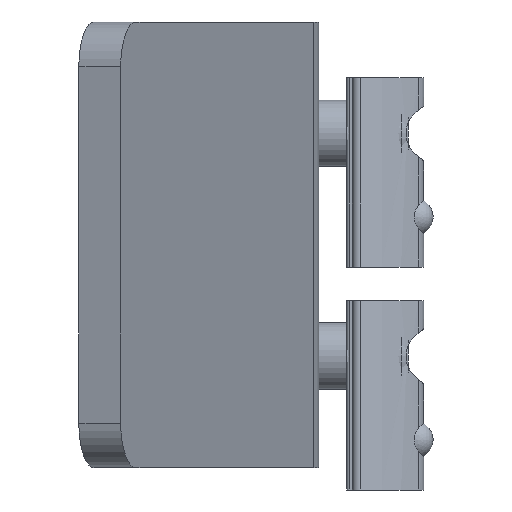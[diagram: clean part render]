
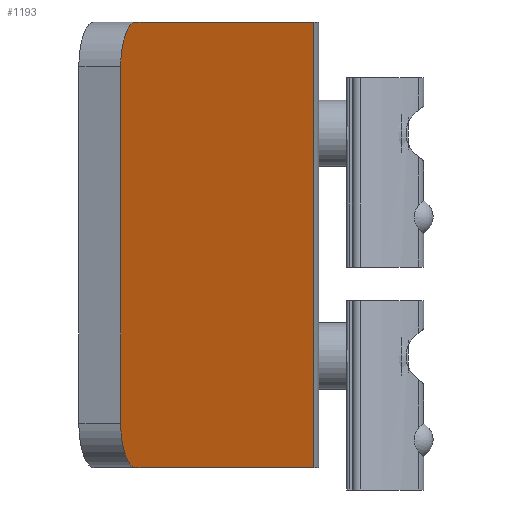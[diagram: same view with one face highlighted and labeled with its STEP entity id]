
A CAD part, front view. The second image highlights one B-rep face of the part: STEP entity #1193.
In plain terms, the highlighted face is planar.
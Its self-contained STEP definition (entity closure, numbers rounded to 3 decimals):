
#84=PLANE('',#1341);
#130=FACE_OUTER_BOUND('',#197,.T.);
#197=EDGE_LOOP('',(#899,#900,#901,#902,#903,#904));
#265=LINE('',#1868,#367);
#271=LINE('',#1884,#373);
#284=LINE('',#1920,#386);
#286=LINE('',#1925,#388);
#367=VECTOR('',#1496,10.);
#373=VECTOR('',#1512,10.);
#386=VECTOR('',#1545,10.);
#388=VECTOR('',#1553,5.76);
#457=CIRCLE('',#1316,4.);
#460=CIRCLE('',#1322,4.);
#525=VERTEX_POINT('',#1855);
#526=VERTEX_POINT('',#1856);
#530=VERTEX_POINT('',#1866);
#534=VERTEX_POINT('',#1878);
#535=VERTEX_POINT('',#1882);
#548=VERTEX_POINT('',#1919);
#649=EDGE_CURVE('',#525,#526,#457,.T.);
#655=EDGE_CURVE('',#530,#525,#265,.T.);
#660=EDGE_CURVE('',#534,#530,#460,.T.);
#663=EDGE_CURVE('',#535,#534,#271,.T.);
#680=EDGE_CURVE('',#535,#548,#284,.T.);
#684=EDGE_CURVE('',#526,#548,#286,.T.);
#899=ORIENTED_EDGE('',*,*,#649,.F.);
#900=ORIENTED_EDGE('',*,*,#655,.F.);
#901=ORIENTED_EDGE('',*,*,#660,.F.);
#902=ORIENTED_EDGE('',*,*,#663,.F.);
#903=ORIENTED_EDGE('',*,*,#680,.T.);
#904=ORIENTED_EDGE('',*,*,#684,.F.);
#1193=ADVANCED_FACE('',(#130),#84,.F.);
#1316=AXIS2_PLACEMENT_3D('',#1857,#1486,#1487);
#1322=AXIS2_PLACEMENT_3D('',#1879,#1506,#1507);
#1341=AXIS2_PLACEMENT_3D('',#1931,#1563,#1564);
#1486=DIRECTION('center_axis',(-0.342,0.,
0.94));
#1487=DIRECTION('ref_axis',(0.664,0.707,0.242));
#1496=DIRECTION('',(0.,1.,0.));
#1506=DIRECTION('center_axis',(-0.342,0.,
0.94));
#1507=DIRECTION('ref_axis',(0.664,-0.707,0.242));
#1512=DIRECTION('',(0.94,0.,0.342));
#1545=DIRECTION('',(0.,1.,0.));
#1553=DIRECTION('',(-0.94,0.,-0.342));
#1563=DIRECTION('center_axis',(-0.342,0.,
0.94));
#1564=DIRECTION('ref_axis',(0.94,0.,0.342));
#1855=CARTESIAN_POINT('',(75.275,16.,17.785));
#1856=CARTESIAN_POINT('',(71.516,20.,16.417));
#1857=CARTESIAN_POINT('Origin',(71.516,16.,16.417));
#1866=CARTESIAN_POINT('',(75.275,-16.,17.785));
#1868=CARTESIAN_POINT('',(75.275,-20.,17.785));
#1878=CARTESIAN_POINT('',(71.516,-20.,16.417));
#1879=CARTESIAN_POINT('Origin',(71.516,-16.,16.417));
#1882=CARTESIAN_POINT('',(27.736,-20.,0.482));
#1884=CARTESIAN_POINT('',(27.736,-20.,0.482));
#1919=CARTESIAN_POINT('',(27.736,20.,0.482));
#1920=CARTESIAN_POINT('',(27.736,0.,0.482));
#1925=CARTESIAN_POINT('',(10.732,20.,-5.707));
#1931=CARTESIAN_POINT('Origin',(50.561,0.,
8.79));
